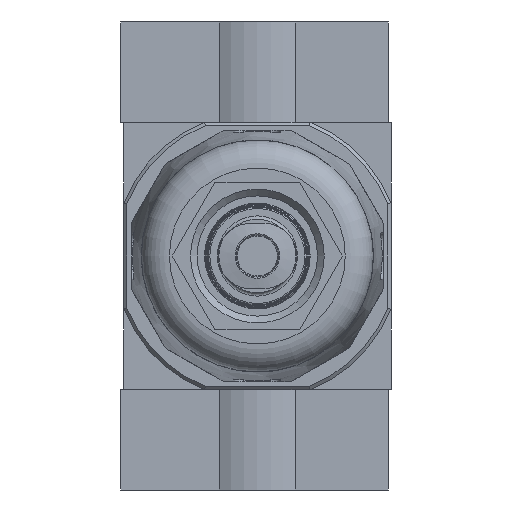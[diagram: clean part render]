
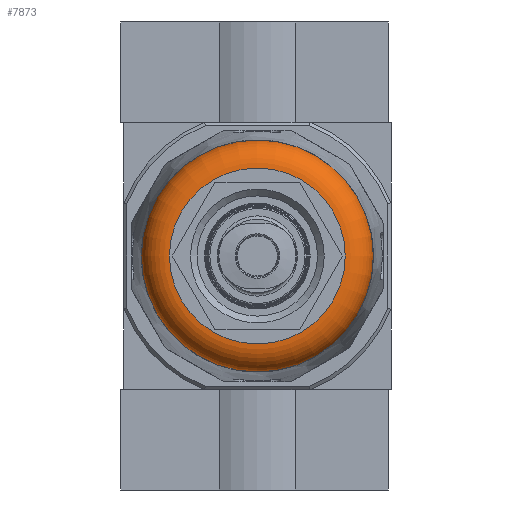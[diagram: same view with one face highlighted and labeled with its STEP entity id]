
A CAD part, front view. The second image highlights one B-rep face of the part: STEP entity #7873.
In plain terms, the highlighted toroidal (fillet/blend) face has major radius 13.15 mm and minor radius 4.2 mm.
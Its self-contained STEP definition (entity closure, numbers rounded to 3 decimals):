
#209=TOROIDAL_SURFACE('',#8416,13.15,4.2);
#1909=ORIENTED_EDGE('',*,*,#3418,.T.);
#1910=ORIENTED_EDGE('',*,*,#3417,.F.);
#3417=EDGE_CURVE('',#4166,#4166,#4642,.T.);
#3418=EDGE_CURVE('',#4167,#4167,#4643,.T.);
#4166=VERTEX_POINT('',#11861);
#4167=VERTEX_POINT('',#11864);
#4642=CIRCLE('',#8415,13.15);
#4643=CIRCLE('',#8417,17.35);
#4999=EDGE_LOOP('',(#1909));
#5000=EDGE_LOOP('',(#1910));
#5553=FACE_BOUND('',#4999,.T.);
#5554=FACE_BOUND('',#5000,.T.);
#7873=ADVANCED_FACE('',(#5553,#5554),#209,.T.);
#8415=AXIS2_PLACEMENT_3D('',#11860,#9542,#9543);
#8416=AXIS2_PLACEMENT_3D('',#11862,#9544,#9545);
#8417=AXIS2_PLACEMENT_3D('',#11863,#9546,#9547);
#9542=DIRECTION('',(0.,-1.,0.));
#9543=DIRECTION('',(0.,0.,-1.));
#9544=DIRECTION('',(0.,-1.,0.));
#9545=DIRECTION('',(0.,0.,-1.));
#9546=DIRECTION('',(0.,-1.,0.));
#9547=DIRECTION('',(0.,0.,-1.));
#11860=CARTESIAN_POINT('',(0.,-119.,0.));
#11861=CARTESIAN_POINT('',(0.,-119.,-13.15));
#11862=CARTESIAN_POINT('',(0.,-114.8,0.));
#11863=CARTESIAN_POINT('',(0.,-114.8,0.));
#11864=CARTESIAN_POINT('',(0.,-114.8,-17.35));
